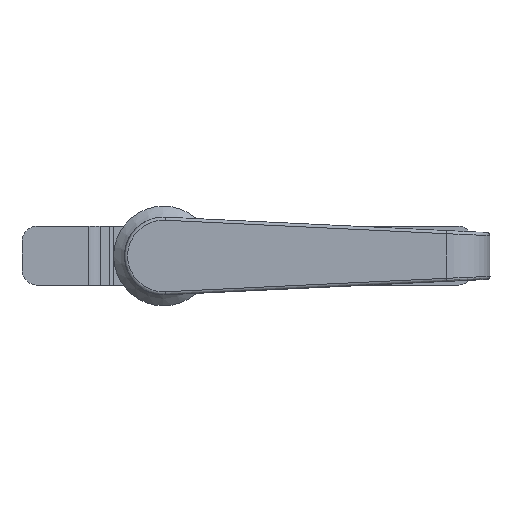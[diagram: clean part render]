
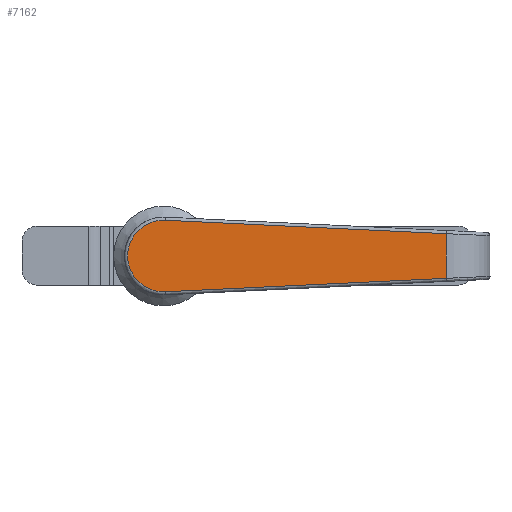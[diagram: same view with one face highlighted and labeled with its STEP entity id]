
A CAD part, front view. The second image highlights one B-rep face of the part: STEP entity #7162.
In plain terms, the highlighted face is planar.
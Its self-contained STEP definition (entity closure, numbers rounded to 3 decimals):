
#612=FACE_OUTER_BOUND('',#1056,.T.);
#1056=EDGE_LOOP('',(#5277,#5278,#5279,#5280));
#1463=CIRCLE('',#7777,11.5);
#1930=LINE('',#12624,#2523);
#1932=LINE('',#12630,#2525);
#1933=LINE('',#12631,#2526);
#2523=VECTOR('',#8985,90.555);
#2525=VECTOR('',#8991,14.335);
#2526=VECTOR('',#8992,90.555);
#3146=VERTEX_POINT('',#12617);
#3147=VERTEX_POINT('',#12619);
#3148=VERTEX_POINT('',#12623);
#3150=VERTEX_POINT('',#12629);
#3925=EDGE_CURVE('',#3147,#3146,#1463,.T.);
#3927=EDGE_CURVE('',#3147,#3148,#1930,.T.);
#3930=EDGE_CURVE('',#3150,#3148,#1932,.T.);
#3931=EDGE_CURVE('',#3150,#3146,#1933,.T.);
#5277=ORIENTED_EDGE('',*,*,#3930,.T.);
#5278=ORIENTED_EDGE('',*,*,#3927,.F.);
#5279=ORIENTED_EDGE('',*,*,#3925,.T.);
#5280=ORIENTED_EDGE('',*,*,#3931,.F.);
#6911=PLANE('',#7781);
#7162=ADVANCED_FACE('',(#612),#6911,.F.);
#7777=AXIS2_PLACEMENT_3D('',#12620,#8979,#8980);
#7781=AXIS2_PLACEMENT_3D('',#12628,#8989,#8990);
#8979=DIRECTION('center_axis',(0.,1.,0.));
#8980=DIRECTION('ref_axis',(-0.048,0.,0.999));
#8985=DIRECTION('',(-0.999,0.,-0.048));
#8989=DIRECTION('center_axis',(0.,-1.,0.));
#8990=DIRECTION('ref_axis',(0.,0.,1.));
#8991=DIRECTION('',(0.,0.,1.));
#8992=DIRECTION('',(0.999,0.,-0.048));
#12617=CARTESIAN_POINT('',(-0.549,0.,-11.487));
#12619=CARTESIAN_POINT('',(-0.549,0.,11.487));
#12620=CARTESIAN_POINT('Origin',(0.,0.,0.));
#12623=CARTESIAN_POINT('',(-91.,0.,7.167));
#12624=CARTESIAN_POINT('',(-0.549,0.,11.487));
#12628=CARTESIAN_POINT('Origin',(0.,0.,0.));
#12629=CARTESIAN_POINT('',(-91.,0.,-7.167));
#12630=CARTESIAN_POINT('',(-91.,0.,-7.167));
#12631=CARTESIAN_POINT('',(-91.,0.,-7.167));
